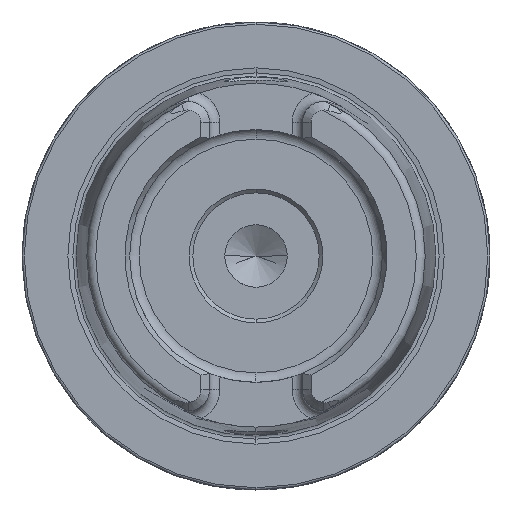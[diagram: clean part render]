
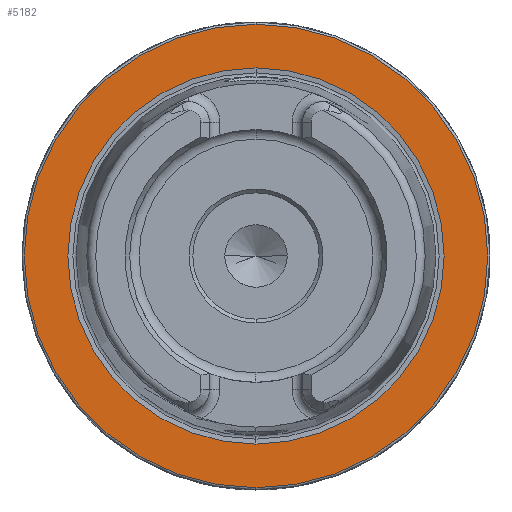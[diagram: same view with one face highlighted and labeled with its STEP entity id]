
A CAD part, left-side view. The second image highlights one B-rep face of the part: STEP entity #5182.
In plain terms, the highlighted planar face has unit normal (-1, 0, 0).
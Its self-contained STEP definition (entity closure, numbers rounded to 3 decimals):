
#1335 = EDGE_CURVE ( 'NONE', #9344, #9331, #2513, .T. ) ;
#1336 = EDGE_CURVE ( 'NONE', #9342, #9335, #2514, .T. ) ;
#2513 = CIRCLE ( 'NONE', #9069, 31.2 ) ;
#2514 = CIRCLE ( 'NONE', #9070, 25.324 ) ;
#3186 = CARTESIAN_POINT ( 'NONE',  ( 0., 0., 0. ) ) ;
#3187 = DIRECTION ( 'NONE',  ( -1., 0., 0. ) ) ;
#3188 = DIRECTION ( 'NONE',  ( 0., 0., 1. ) ) ;
#3195 = CARTESIAN_POINT ( 'NONE',  ( 0., 0., 0. ) ) ;
#3196 = DIRECTION ( 'NONE',  ( -1., 0., 0. ) ) ;
#3197 = DIRECTION ( 'NONE',  ( 0., 0., 1. ) ) ;
#4986 = AXIS2_PLACEMENT_3D ( 'NONE', #7794, #7799, #7800 ) ;
#5182 = ADVANCED_FACE ( 'NONE', ( #9829, #9823 ), #7797, .F. ) ;
#5244 = CARTESIAN_POINT ( 'NONE',  ( 0., 0., 0. ) ) ;
#5245 = DIRECTION ( 'NONE',  ( -1., 0., 0. ) ) ;
#5246 = DIRECTION ( 'NONE',  ( 0., 0., 1. ) ) ;
#5247 = CARTESIAN_POINT ( 'NONE',  ( 0., 0., 0. ) ) ;
#5248 = DIRECTION ( 'NONE',  ( -1., 0., 0. ) ) ;
#5249 = DIRECTION ( 'NONE',  ( 0., 0., 1. ) ) ;
#5689 = AXIS2_PLACEMENT_3D ( 'NONE', #3186, #3187, #3188 ) ;
#5692 = AXIS2_PLACEMENT_3D ( 'NONE', #3195, #3196, #3197 ) ;
#7177 = CARTESIAN_POINT ( 'NONE',  ( 0., 0., 31.2 ) ) ;
#7180 = CARTESIAN_POINT ( 'NONE',  ( 0., 0., -25.324 ) ) ;
#7187 = CARTESIAN_POINT ( 'NONE',  ( 0., 0., 25.324 ) ) ;
#7189 = CARTESIAN_POINT ( 'NONE',  ( 0., 0., -31.2 ) ) ;
#7794 = CARTESIAN_POINT ( 'NONE',  ( 0., 31.2, 0. ) ) ;
#7797 = PLANE ( 'NONE',  #4986 ) ;
#7799 = DIRECTION ( 'NONE',  ( 1., 0., 0. ) ) ;
#7800 = DIRECTION ( 'NONE',  ( 0., 0., -1. ) ) ;
#8709 = CIRCLE ( 'NONE', #5689, 25.324 ) ;
#8718 = CIRCLE ( 'NONE', #5692, 31.2 ) ;
#9069 = AXIS2_PLACEMENT_3D ( 'NONE', #5244, #5245, #5246 ) ;
#9070 = AXIS2_PLACEMENT_3D ( 'NONE', #5247, #5248, #5249 ) ;
#9331 = VERTEX_POINT ( 'NONE', #7177 ) ;
#9335 = VERTEX_POINT ( 'NONE', #7180 ) ;
#9342 = VERTEX_POINT ( 'NONE', #7187 ) ;
#9344 = VERTEX_POINT ( 'NONE', #7189 ) ;
#9358 = ORIENTED_EDGE ( 'NONE', *, *, #1336, .F. ) ;
#9359 = ORIENTED_EDGE ( 'NONE', *, *, #10584, .F. ) ;
#9360 = ORIENTED_EDGE ( 'NONE', *, *, #10588, .T. ) ;
#9361 = ORIENTED_EDGE ( 'NONE', *, *, #1335, .T. ) ;
#9823 = FACE_OUTER_BOUND ( 'NONE', #11221, .T. ) ;
#9829 = FACE_BOUND ( 'NONE', #11222, .T. ) ;
#10584 = EDGE_CURVE ( 'NONE', #9335, #9342, #8709, .T. ) ;
#10588 = EDGE_CURVE ( 'NONE', #9331, #9344, #8718, .T. ) ;
#11221 = EDGE_LOOP ( 'NONE', ( #9360, #9361 ) ) ;
#11222 = EDGE_LOOP ( 'NONE', ( #9358, #9359 ) ) ;
